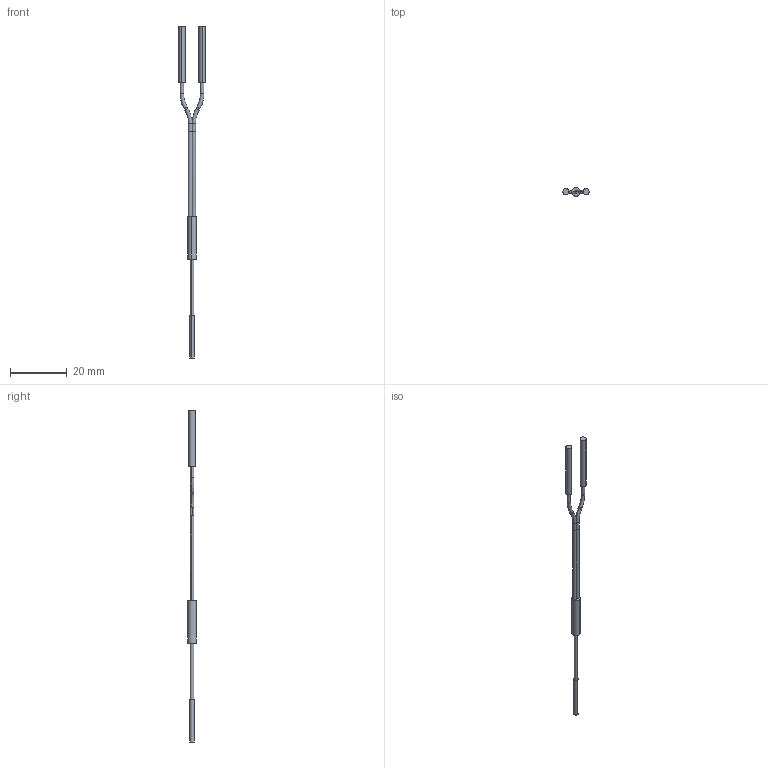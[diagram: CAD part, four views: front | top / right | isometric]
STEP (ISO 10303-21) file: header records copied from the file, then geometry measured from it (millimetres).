
FILE_DESCRIPTION((''),'2;1');
FILE_NAME('CAD2369_SW0001','2016-09-08T',('cmozuch'),(''),'PRO/ENGINEER BY PARAMETRIC TECHNOLOGY CORPORATION, 2015440','PRO/ENGINEER BY PARAMETRIC TECHNOLOGY CORPORATION, 2015440','');
FILE_SCHEMA(('CONFIG_CONTROL_DESIGN'));
Length unit declared in the file: millimetre
Products named in the file (1): CAD2369_SW0001
Bounding box: 9.32 x 3 x 117.43 mm (x, y, z)
Volume: 426.6 mm3; surface area: 969.8 mm2
Topology: 1 solids, 1 shells, 69 faces, 150 edges, 88 vertices
Faces by surface type: cylinder 40, plane 21, torus 8
Entity records: 2491 total; most frequent: CARTESIAN_POINT 410, DIRECTION 354, ORIENTED_EDGE 296, AXIS2_PLACEMENT_3D 157, EDGE_CURVE 148, CIRCLE 88, VERTEX_POINT 87, EDGE_LOOP 75
